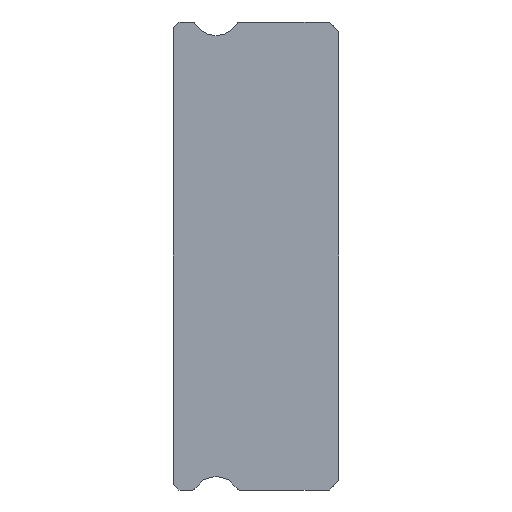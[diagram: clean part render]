
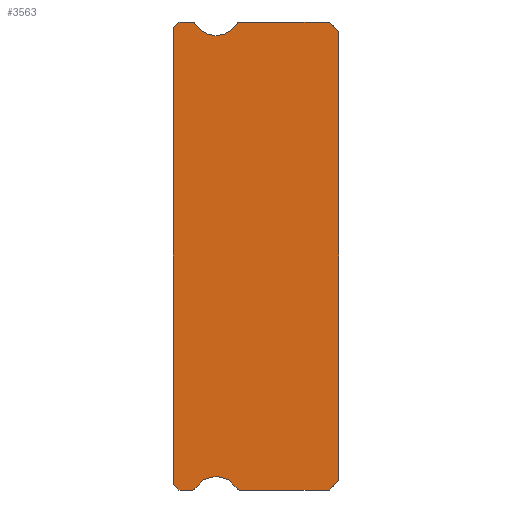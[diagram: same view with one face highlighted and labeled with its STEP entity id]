
A CAD part, left-side view. The second image highlights one B-rep face of the part: STEP entity #3563.
In plain terms, the highlighted planar face has unit normal (-1, 0, 0).
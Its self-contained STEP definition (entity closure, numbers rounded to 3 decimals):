
#63 = DIRECTION ( 'NONE',  ( -1., 0., 0. ) ) ;
#75 = VERTEX_POINT ( 'NONE', #5743 ) ;
#81 = LINE ( 'NONE', #5661, #4857 ) ;
#99 = CARTESIAN_POINT ( 'NONE',  ( -20., 7.512, 11.85 ) ) ;
#114 = EDGE_CURVE ( 'NONE', #6017, #3660, #5780, .T. ) ;
#167 = FACE_OUTER_BOUND ( 'NONE', #6940, .T. ) ;
#188 = DIRECTION ( 'NONE',  ( 0., 0.707, -0.707 ) ) ;
#220 = CIRCLE ( 'NONE', #350, 0.15 ) ;
#303 = CARTESIAN_POINT ( 'NONE',  ( -20., 8.2, -12. ) ) ;
#333 = CARTESIAN_POINT ( 'NONE',  ( -20., 7.512, -11.85 ) ) ;
#350 = AXIS2_PLACEMENT_3D ( 'NONE', #333, #4035, #4783 ) ;
#432 = VERTEX_POINT ( 'NONE', #503 ) ;
#489 = DIRECTION ( 'NONE',  ( 0., 1., 0. ) ) ;
#503 = CARTESIAN_POINT ( 'NONE',  ( -20., 7.383, 11.925 ) ) ;
#544 = DIRECTION ( 'NONE',  ( 0., 0.707, -0.707 ) ) ;
#552 = ORIENTED_EDGE ( 'NONE', *, *, #4980, .T. ) ;
#654 = DIRECTION ( 'NONE',  ( 0., 0., -1. ) ) ;
#815 = VERTEX_POINT ( 'NONE', #6392 ) ;
#881 = EDGE_CURVE ( 'NONE', #6017, #432, #5754, .T. ) ;
#991 = EDGE_CURVE ( 'NONE', #8170, #7458, #6242, .T. ) ;
#1045 = ORIENTED_EDGE ( 'NONE', *, *, #8093, .F. ) ;
#1083 = DIRECTION ( 'NONE',  ( 0., 0., 1. ) ) ;
#1212 = DIRECTION ( 'NONE',  ( 0., -0.707, -0.707 ) ) ;
#1321 = DIRECTION ( 'NONE',  ( 1., 0., 0. ) ) ;
#1370 = CARTESIAN_POINT ( 'NONE',  ( -20., 7.512, -12. ) ) ;
#1556 = DIRECTION ( 'NONE',  ( 0., 0., -1. ) ) ;
#1675 = ORIENTED_EDGE ( 'NONE', *, *, #1710, .F. ) ;
#1710 = EDGE_CURVE ( 'NONE', #432, #8170, #7514, .T. ) ;
#1833 = VERTEX_POINT ( 'NONE', #4039 ) ;
#1837 = VECTOR ( 'NONE', #4881, 1000. ) ;
#1838 = DIRECTION ( 'NONE',  ( 0., 0., -1. ) ) ;
#1846 = LINE ( 'NONE', #6943, #7705 ) ;
#1991 = CARTESIAN_POINT ( 'NONE',  ( -20., 6.3, 12.55 ) ) ;
#2021 = LINE ( 'NONE', #5239, #4760 ) ;
#2238 = CARTESIAN_POINT ( 'NONE',  ( -20., 5.088, -11.85 ) ) ;
#2308 = CARTESIAN_POINT ( 'NONE',  ( -20., 6.3, 12.55 ) ) ;
#2355 = CIRCLE ( 'NONE', #3424, 0.15 ) ;
#2374 = CARTESIAN_POINT ( 'NONE',  ( -20., 0., 11.5 ) ) ;
#2549 = DIRECTION ( 'NONE',  ( 0., -1., 0. ) ) ;
#2585 = VERTEX_POINT ( 'NONE', #2617 ) ;
#2617 = CARTESIAN_POINT ( 'NONE',  ( -20., 0.5, -12. ) ) ;
#2729 = CARTESIAN_POINT ( 'NONE',  ( -20., 8.5, -11.7 ) ) ;
#2878 = EDGE_CURVE ( 'NONE', #2585, #4818, #81, .T. ) ;
#2922 = CIRCLE ( 'NONE', #6271, 1.25 ) ;
#2977 = AXIS2_PLACEMENT_3D ( 'NONE', #1991, #63, #1838 ) ;
#3055 = VERTEX_POINT ( 'NONE', #4419 ) ;
#3060 = CARTESIAN_POINT ( 'NONE',  ( -20., 8.2, 12. ) ) ;
#3259 = ORIENTED_EDGE ( 'NONE', *, *, #991, .F. ) ;
#3359 = VERTEX_POINT ( 'NONE', #5715 ) ;
#3375 = ORIENTED_EDGE ( 'NONE', *, *, #6712, .F. ) ;
#3424 = AXIS2_PLACEMENT_3D ( 'NONE', #6552, #5959, #7749 ) ;
#3563 = ADVANCED_FACE ( 'NONE', ( #167 ), #6510, .F. ) ;
#3660 = VERTEX_POINT ( 'NONE', #5681 ) ;
#3682 = LINE ( 'NONE', #6287, #8118 ) ;
#3688 = ORIENTED_EDGE ( 'NONE', *, *, #7314, .F. ) ;
#3716 = LINE ( 'NONE', #8069, #7827 ) ;
#3777 = ORIENTED_EDGE ( 'NONE', *, *, #4676, .F. ) ;
#3811 = DIRECTION ( 'NONE',  ( 0., 1., 0. ) ) ;
#3839 = ORIENTED_EDGE ( 'NONE', *, *, #4194, .T. ) ;
#3841 = EDGE_CURVE ( 'NONE', #6394, #5532, #6585, .T. ) ;
#3941 = ORIENTED_EDGE ( 'NONE', *, *, #7000, .T. ) ;
#4032 = EDGE_CURVE ( 'NONE', #6379, #75, #3716, .T. ) ;
#4035 = DIRECTION ( 'NONE',  ( 1., 0., 0. ) ) ;
#4039 = CARTESIAN_POINT ( 'NONE',  ( -20., 8.2, -12. ) ) ;
#4194 = EDGE_CURVE ( 'NONE', #1833, #815, #7101, .T. ) ;
#4351 = ORIENTED_EDGE ( 'NONE', *, *, #4032, .F. ) ;
#4371 = CIRCLE ( 'NONE', #8264, 0.15 ) ;
#4419 = CARTESIAN_POINT ( 'NONE',  ( -20., 5.217, -11.925 ) ) ;
#4594 = LINE ( 'NONE', #7770, #5850 ) ;
#4639 = ORIENTED_EDGE ( 'NONE', *, *, #881, .F. ) ;
#4676 = EDGE_CURVE ( 'NONE', #7458, #6394, #2355, .T. ) ;
#4685 = DIRECTION ( 'NONE',  ( 0., -1., 0. ) ) ;
#4760 = VECTOR ( 'NONE', #7780, 1000. ) ;
#4783 = DIRECTION ( 'NONE',  ( 0., 0., -1. ) ) ;
#4818 = VERTEX_POINT ( 'NONE', #5403 ) ;
#4822 = DIRECTION ( 'NONE',  ( 0., 0., -1. ) ) ;
#4857 = VECTOR ( 'NONE', #3811, 1000. ) ;
#4881 = DIRECTION ( 'NONE',  ( 0., -0.707, -0.707 ) ) ;
#4980 = EDGE_CURVE ( 'NONE', #3660, #75, #3682, .T. ) ;
#5013 = AXIS2_PLACEMENT_3D ( 'NONE', #5288, #7833, #6467 ) ;
#5040 = EDGE_CURVE ( 'NONE', #5980, #5865, #2021, .T. ) ;
#5098 = CARTESIAN_POINT ( 'NONE',  ( -20., 6.3, -12.55 ) ) ;
#5239 = CARTESIAN_POINT ( 'NONE',  ( -20., 0., 11.5 ) ) ;
#5268 = ORIENTED_EDGE ( 'NONE', *, *, #6808, .F. ) ;
#5288 = CARTESIAN_POINT ( 'NONE',  ( -20., 7.512, 11.85 ) ) ;
#5342 = CARTESIAN_POINT ( 'NONE',  ( -20., 7.512, 12. ) ) ;
#5347 = AXIS2_PLACEMENT_3D ( 'NONE', #99, #1321, #7754 ) ;
#5396 = CARTESIAN_POINT ( 'NONE',  ( -20., 7.512, 12. ) ) ;
#5403 = CARTESIAN_POINT ( 'NONE',  ( -20., 5.088, -12. ) ) ;
#5532 = VERTEX_POINT ( 'NONE', #7768 ) ;
#5661 = CARTESIAN_POINT ( 'NONE',  ( -20., 7.512, -12. ) ) ;
#5681 = CARTESIAN_POINT ( 'NONE',  ( -20., 8.2, 12. ) ) ;
#5715 = CARTESIAN_POINT ( 'NONE',  ( -20., 7.383, -11.925 ) ) ;
#5743 = CARTESIAN_POINT ( 'NONE',  ( -20., 8.5, 11.7 ) ) ;
#5754 = CIRCLE ( 'NONE', #5347, 0.15 ) ;
#5780 = LINE ( 'NONE', #3060, #7589 ) ;
#5842 = ORIENTED_EDGE ( 'NONE', *, *, #114, .T. ) ;
#5850 = VECTOR ( 'NONE', #188, 1000. ) ;
#5865 = VERTEX_POINT ( 'NONE', #2374 ) ;
#5959 = DIRECTION ( 'NONE',  ( 1., 0., 0. ) ) ;
#5980 = VERTEX_POINT ( 'NONE', #7009 ) ;
#5990 = ORIENTED_EDGE ( 'NONE', *, *, #3841, .F. ) ;
#6017 = VERTEX_POINT ( 'NONE', #5342 ) ;
#6157 = ORIENTED_EDGE ( 'NONE', *, *, #7360, .F. ) ;
#6175 = CARTESIAN_POINT ( 'NONE',  ( -20., 5.217, 11.925 ) ) ;
#6242 = CIRCLE ( 'NONE', #7299, 1.25 ) ;
#6271 = AXIS2_PLACEMENT_3D ( 'NONE', #5098, #7629, #654 ) ;
#6287 = CARTESIAN_POINT ( 'NONE',  ( -20., 8.5, 11.7 ) ) ;
#6348 = ORIENTED_EDGE ( 'NONE', *, *, #2878, .F. ) ;
#6379 = VERTEX_POINT ( 'NONE', #2729 ) ;
#6392 = CARTESIAN_POINT ( 'NONE',  ( -20., 7.512, -12. ) ) ;
#6394 = VERTEX_POINT ( 'NONE', #6546 ) ;
#6467 = DIRECTION ( 'NONE',  ( 0., 0., -1. ) ) ;
#6510 = PLANE ( 'NONE',  #5013 ) ;
#6546 = CARTESIAN_POINT ( 'NONE',  ( -20., 5.088, 12. ) ) ;
#6552 = CARTESIAN_POINT ( 'NONE',  ( -20., 5.088, 11.85 ) ) ;
#6585 = LINE ( 'NONE', #5396, #7954 ) ;
#6605 = DIRECTION ( 'NONE',  ( 1., 0., 0. ) ) ;
#6712 = EDGE_CURVE ( 'NONE', #5532, #5865, #1846, .T. ) ;
#6808 = EDGE_CURVE ( 'NONE', #5980, #2585, #4594, .T. ) ;
#6940 = EDGE_LOOP ( 'NONE', ( #4351, #3941, #3839, #3688, #1045, #6157, #6348, #5268, #8137, #3375, #5990, #3777, #3259, #1675, #4639, #5842, #552 ) ) ;
#6943 = CARTESIAN_POINT ( 'NONE',  ( -20., 0.5, 12. ) ) ;
#7000 = EDGE_CURVE ( 'NONE', #6379, #1833, #8063, .T. ) ;
#7009 = CARTESIAN_POINT ( 'NONE',  ( -20., 0., -11.5 ) ) ;
#7101 = LINE ( 'NONE', #1370, #7559 ) ;
#7210 = CARTESIAN_POINT ( 'NONE',  ( -20., 6.3, 11.3 ) ) ;
#7299 = AXIS2_PLACEMENT_3D ( 'NONE', #2308, #8002, #1556 ) ;
#7314 = EDGE_CURVE ( 'NONE', #3359, #815, #220, .T. ) ;
#7360 = EDGE_CURVE ( 'NONE', #4818, #3055, #4371, .T. ) ;
#7458 = VERTEX_POINT ( 'NONE', #6175 ) ;
#7514 = CIRCLE ( 'NONE', #2977, 1.25 ) ;
#7559 = VECTOR ( 'NONE', #2549, 1000. ) ;
#7589 = VECTOR ( 'NONE', #489, 1000. ) ;
#7629 = DIRECTION ( 'NONE',  ( -1., 0., 0. ) ) ;
#7705 = VECTOR ( 'NONE', #1212, 1000. ) ;
#7749 = DIRECTION ( 'NONE',  ( 0., 0., -1. ) ) ;
#7754 = DIRECTION ( 'NONE',  ( 0., 0., -1. ) ) ;
#7768 = CARTESIAN_POINT ( 'NONE',  ( -20., 0.5, 12. ) ) ;
#7770 = CARTESIAN_POINT ( 'NONE',  ( -20., 0., -11.5 ) ) ;
#7780 = DIRECTION ( 'NONE',  ( 0., 0., 1. ) ) ;
#7827 = VECTOR ( 'NONE', #1083, 1000. ) ;
#7833 = DIRECTION ( 'NONE',  ( 1., 0., 0. ) ) ;
#7954 = VECTOR ( 'NONE', #4685, 1000. ) ;
#8002 = DIRECTION ( 'NONE',  ( -1., 0., 0. ) ) ;
#8063 = LINE ( 'NONE', #303, #1837 ) ;
#8069 = CARTESIAN_POINT ( 'NONE',  ( -20., 8.5, 11.85 ) ) ;
#8093 = EDGE_CURVE ( 'NONE', #3055, #3359, #2922, .T. ) ;
#8118 = VECTOR ( 'NONE', #544, 1000. ) ;
#8137 = ORIENTED_EDGE ( 'NONE', *, *, #5040, .T. ) ;
#8170 = VERTEX_POINT ( 'NONE', #7210 ) ;
#8264 = AXIS2_PLACEMENT_3D ( 'NONE', #2238, #6605, #4822 ) ;
